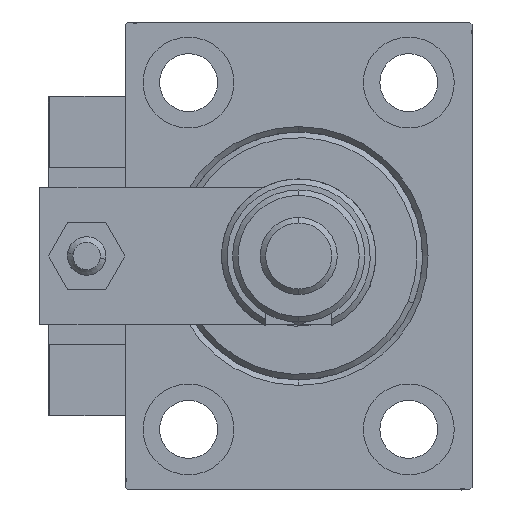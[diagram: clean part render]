
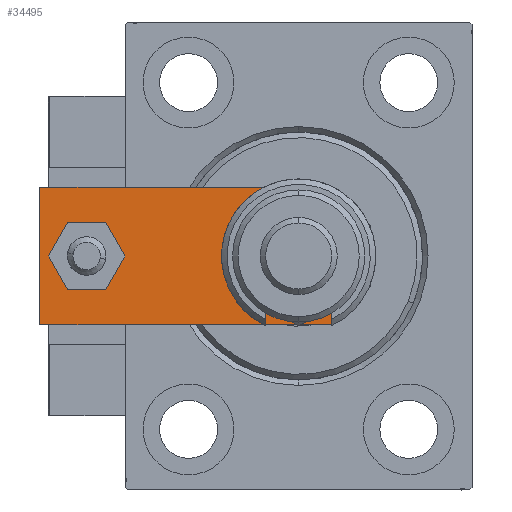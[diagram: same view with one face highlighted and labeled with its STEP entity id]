
A CAD part, left-side view. The second image highlights one B-rep face of the part: STEP entity #34495.
In plain terms, the highlighted face is planar.
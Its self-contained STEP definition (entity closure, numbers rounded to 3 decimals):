
#223 = ORIENTED_EDGE ( 'NONE', *, *, #41886, .F. ) ;
#1024 = VECTOR ( 'NONE', #18253, 1000. ) ;
#1513 = CIRCLE ( 'NONE', #17958, 8.25 ) ;
#1532 = ORIENTED_EDGE ( 'NONE', *, *, #11434, .F. ) ;
#1708 = LINE ( 'NONE', #13906, #1024 ) ;
#1953 = VECTOR ( 'NONE', #45688, 1000. ) ;
#2674 = CARTESIAN_POINT ( 'NONE',  ( 0., 13., 6. ) ) ;
#3844 = VERTEX_POINT ( 'NONE', #5735 ) ;
#4466 = FACE_BOUND ( 'NONE', #53353, .T. ) ;
#4713 = LINE ( 'NONE', #16889, #41820 ) ;
#5735 = CARTESIAN_POINT ( 'NONE',  ( 12.5, 7., 6. ) ) ;
#6170 = AXIS2_PLACEMENT_3D ( 'NONE', #45662, #17500, #21265 ) ;
#8069 = VERTEX_POINT ( 'NONE', #16437 ) ;
#9694 = AXIS2_PLACEMENT_3D ( 'NONE', #43328, #34399, #34663 ) ;
#10739 = VERTEX_POINT ( 'NONE', #14813 ) ;
#10985 = VECTOR ( 'NONE', #14549, 1000. ) ;
#11434 = EDGE_CURVE ( 'NONE', #35035, #44256, #35499, .T. ) ;
#13682 = DIRECTION ( 'NONE',  ( 1., 0., 0. ) ) ;
#13906 = CARTESIAN_POINT ( 'NONE',  ( 12.5, 60., 6. ) ) ;
#14549 = DIRECTION ( 'NONE',  ( 0., 1., 0. ) ) ;
#14780 = EDGE_CURVE ( 'NONE', #10739, #44158, #1708, .T. ) ;
#14813 = CARTESIAN_POINT ( 'NONE',  ( 12.5, 60., 6. ) ) ;
#15648 = ORIENTED_EDGE ( 'NONE', *, *, #47070, .T. ) ;
#15768 = EDGE_CURVE ( 'NONE', #41658, #16353, #21028, .T. ) ;
#16353 = VERTEX_POINT ( 'NONE', #16776 ) ;
#16437 = CARTESIAN_POINT ( 'NONE',  ( 5.5, 0., 6. ) ) ;
#16776 = CARTESIAN_POINT ( 'NONE',  ( -5.5, 0., 6. ) ) ;
#16889 = CARTESIAN_POINT ( 'NONE',  ( -12.5, 60., 6. ) ) ;
#17090 = ORIENTED_EDGE ( 'NONE', *, *, #28675, .T. ) ;
#17463 = FACE_BOUND ( 'NONE', #36176, .T. ) ;
#17500 = DIRECTION ( 'NONE',  ( 0., 0., 1. ) ) ;
#17865 = VECTOR ( 'NONE', #13682, 1000. ) ;
#17958 = AXIS2_PLACEMENT_3D ( 'NONE', #2674, #23507, #40574 ) ;
#18253 = DIRECTION ( 'NONE',  ( -1., 0., 0. ) ) ;
#20239 = DIRECTION ( 'NONE',  ( 0., 0., 1. ) ) ;
#21028 = LINE ( 'NONE', #29150, #1953 ) ;
#21265 = DIRECTION ( 'NONE',  ( 1., 0., 0. ) ) ;
#21539 = LINE ( 'NONE', #34276, #17865 ) ;
#21781 = CIRCLE ( 'NONE', #39087, 4. ) ;
#23245 = LINE ( 'NONE', #47918, #24598 ) ;
#23507 = DIRECTION ( 'NONE',  ( 0., 0., 1. ) ) ;
#24286 = DIRECTION ( 'NONE',  ( 1., 0., 0. ) ) ;
#24598 = VECTOR ( 'NONE', #27850, 1000. ) ;
#24753 = EDGE_CURVE ( 'NONE', #29989, #45632, #50276, .T. ) ;
#26053 = EDGE_CURVE ( 'NONE', #44256, #35035, #21781, .T. ) ;
#26138 = ORIENTED_EDGE ( 'NONE', *, *, #49426, .T. ) ;
#26470 = LINE ( 'NONE', #50856, #10985 ) ;
#27850 = DIRECTION ( 'NONE',  ( 0.707, 0.707, 0. ) ) ;
#28545 = DIRECTION ( 'NONE',  ( 1., 0., 0. ) ) ;
#28675 = EDGE_CURVE ( 'NONE', #44158, #41658, #4713, .T. ) ;
#29150 = CARTESIAN_POINT ( 'NONE',  ( -2.75, -2.75, 6. ) ) ;
#29989 = VERTEX_POINT ( 'NONE', #36773 ) ;
#30465 = ORIENTED_EDGE ( 'NONE', *, *, #35597, .T. ) ;
#31565 = ORIENTED_EDGE ( 'NONE', *, *, #24753, .F. ) ;
#33187 = EDGE_LOOP ( 'NONE', ( #17090, #42605, #26138, #30465, #15648, #53415 ) ) ;
#34276 = CARTESIAN_POINT ( 'NONE',  ( -12.5, 0., 6. ) ) ;
#34399 = DIRECTION ( 'NONE',  ( 0., 0., 1. ) ) ;
#34495 = ADVANCED_FACE ( 'NONE', ( #4466, #49405, #17463 ), #53463, .T. ) ;
#34663 = DIRECTION ( 'NONE',  ( 1., 0., 0. ) ) ;
#35035 = VERTEX_POINT ( 'NONE', #41262 ) ;
#35499 = CIRCLE ( 'NONE', #9694, 4. ) ;
#35597 = EDGE_CURVE ( 'NONE', #8069, #3844, #23245, .T. ) ;
#35928 = AXIS2_PLACEMENT_3D ( 'NONE', #45626, #42098, #28545 ) ;
#36176 = EDGE_LOOP ( 'NONE', ( #223, #31565 ) ) ;
#36773 = CARTESIAN_POINT ( 'NONE',  ( 8.25, 13., 6. ) ) ;
#37760 = DIRECTION ( 'NONE',  ( 0., -1., 0. ) ) ;
#38757 = CARTESIAN_POINT ( 'NONE',  ( -4., 51.5, 6. ) ) ;
#39087 = AXIS2_PLACEMENT_3D ( 'NONE', #41384, #20239, #24286 ) ;
#39750 = CARTESIAN_POINT ( 'NONE',  ( -8.25, 13., 6. ) ) ;
#40574 = DIRECTION ( 'NONE',  ( 1., 0., 0. ) ) ;
#41262 = CARTESIAN_POINT ( 'NONE',  ( 4., 51.5, 6. ) ) ;
#41384 = CARTESIAN_POINT ( 'NONE',  ( 0., 51.5, 6. ) ) ;
#41658 = VERTEX_POINT ( 'NONE', #52296 ) ;
#41820 = VECTOR ( 'NONE', #37760, 1000. ) ;
#41886 = EDGE_CURVE ( 'NONE', #45632, #29989, #1513, .T. ) ;
#42098 = DIRECTION ( 'NONE',  ( 0., 0., 1. ) ) ;
#42605 = ORIENTED_EDGE ( 'NONE', *, *, #15768, .T. ) ;
#43328 = CARTESIAN_POINT ( 'NONE',  ( 0., 51.5, 6. ) ) ;
#44158 = VERTEX_POINT ( 'NONE', #50396 ) ;
#44256 = VERTEX_POINT ( 'NONE', #38757 ) ;
#45626 = CARTESIAN_POINT ( 'NONE',  ( 0., 0., 6. ) ) ;
#45632 = VERTEX_POINT ( 'NONE', #39750 ) ;
#45662 = CARTESIAN_POINT ( 'NONE',  ( 0., 13., 6. ) ) ;
#45688 = DIRECTION ( 'NONE',  ( 0.707, -0.707, 0. ) ) ;
#47070 = EDGE_CURVE ( 'NONE', #3844, #10739, #26470, .T. ) ;
#47918 = CARTESIAN_POINT ( 'NONE',  ( 2.75, -2.75, 6. ) ) ;
#49028 = ORIENTED_EDGE ( 'NONE', *, *, #26053, .F. ) ;
#49405 = FACE_OUTER_BOUND ( 'NONE', #33187, .T. ) ;
#49426 = EDGE_CURVE ( 'NONE', #16353, #8069, #21539, .T. ) ;
#50276 = CIRCLE ( 'NONE', #6170, 8.25 ) ;
#50396 = CARTESIAN_POINT ( 'NONE',  ( -12.5, 60., 6. ) ) ;
#50856 = CARTESIAN_POINT ( 'NONE',  ( 12.5, 0., 6. ) ) ;
#52296 = CARTESIAN_POINT ( 'NONE',  ( -12.5, 7., 6. ) ) ;
#53353 = EDGE_LOOP ( 'NONE', ( #49028, #1532 ) ) ;
#53415 = ORIENTED_EDGE ( 'NONE', *, *, #14780, .T. ) ;
#53463 = PLANE ( 'NONE',  #35928 ) ;
